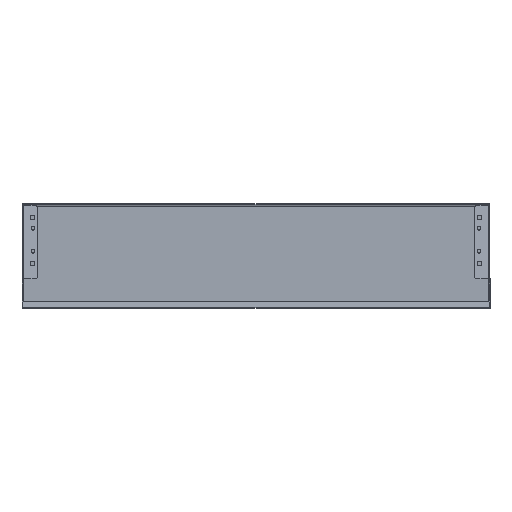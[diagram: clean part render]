
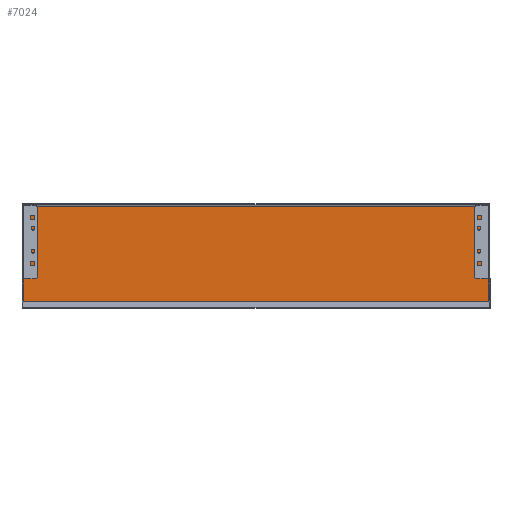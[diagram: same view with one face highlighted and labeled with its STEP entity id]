
A CAD part, front view. The second image highlights one B-rep face of the part: STEP entity #7024.
In plain terms, the highlighted planar face has unit normal (0, -1, 0).
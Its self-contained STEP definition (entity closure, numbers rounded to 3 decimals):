
#144 = CARTESIAN_POINT ( 'NONE',  ( 503.5, -1.5, 103.328 ) ) ;
#156 = VECTOR ( 'NONE', #6036, 1000. ) ;
#304 = CARTESIAN_POINT ( 'NONE',  ( -503.5, -1.5, -106.238 ) ) ;
#331 = DIRECTION ( 'NONE',  ( 0., 0., 1. ) ) ;
#623 = ORIENTED_EDGE ( 'NONE', *, *, #7409, .F. ) ;
#636 = ORIENTED_EDGE ( 'NONE', *, *, #1989, .F. ) ;
#673 = VECTOR ( 'NONE', #331, 1000. ) ;
#683 = LINE ( 'NONE', #304, #673 ) ;
#831 = LINE ( 'NONE', #8265, #156 ) ;
#881 = ORIENTED_EDGE ( 'NONE', *, *, #8749, .F. ) ;
#1156 = ORIENTED_EDGE ( 'NONE', *, *, #6936, .F. ) ;
#1356 = CARTESIAN_POINT ( 'NONE',  ( -503.5, -1.5, 103.328 ) ) ;
#1989 = EDGE_CURVE ( 'NONE', #9279, #2012, #2538, .T. ) ;
#2012 = VERTEX_POINT ( 'NONE', #144 ) ;
#2538 = LINE ( 'NONE', #1356, #2616 ) ;
#2616 = VECTOR ( 'NONE', #7307, 1000. ) ;
#2824 = CARTESIAN_POINT ( 'NONE',  ( -503.5, -1.5, -103.456 ) ) ;
#2913 = CARTESIAN_POINT ( 'NONE',  ( 503.5, -1.5, -103.456 ) ) ;
#3163 = VERTEX_POINT ( 'NONE', #2913 ) ;
#3202 = FACE_OUTER_BOUND ( 'NONE', #4349, .T. ) ;
#3598 = AXIS2_PLACEMENT_3D ( 'NONE', #7426, #7212, #7129 ) ;
#3685 = VECTOR ( 'NONE', #9144, 1000. ) ;
#3716 = LINE ( 'NONE', #9143, #3685 ) ;
#4349 = EDGE_LOOP ( 'NONE', ( #1156, #881, #636, #623 ) ) ;
#5133 = VERTEX_POINT ( 'NONE', #2824 ) ;
#6036 = DIRECTION ( 'NONE',  ( 0., 0., -1. ) ) ;
#6936 = EDGE_CURVE ( 'NONE', #3163, #5133, #3716, .T. ) ;
#7024 = ADVANCED_FACE ( 'NONE', ( #3202 ), #7342, .F. ) ;
#7129 = DIRECTION ( 'NONE',  ( 0., 0., 1. ) ) ;
#7212 = DIRECTION ( 'NONE',  ( 0., 1., 0. ) ) ;
#7307 = DIRECTION ( 'NONE',  ( 1., 0., 0. ) ) ;
#7342 = PLANE ( 'NONE',  #3598 ) ;
#7409 = EDGE_CURVE ( 'NONE', #5133, #9279, #683, .T. ) ;
#7426 = CARTESIAN_POINT ( 'NONE',  ( 0., -1.5, 0. ) ) ;
#8265 = CARTESIAN_POINT ( 'NONE',  ( 503.5, -1.5, 105.837 ) ) ;
#8749 = EDGE_CURVE ( 'NONE', #2012, #3163, #831, .T. ) ;
#9143 = CARTESIAN_POINT ( 'NONE',  ( 503.5, -1.5, -103.456 ) ) ;
#9144 = DIRECTION ( 'NONE',  ( -1., 0., 0. ) ) ;
#9279 = VERTEX_POINT ( 'NONE', #9690 ) ;
#9690 = CARTESIAN_POINT ( 'NONE',  ( -503.5, -1.5, 103.328 ) ) ;
